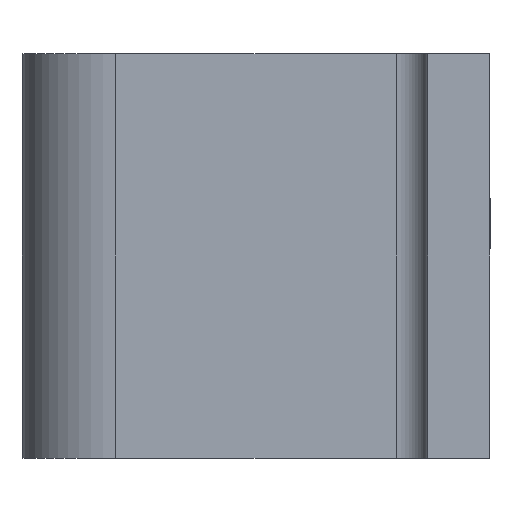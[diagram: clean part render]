
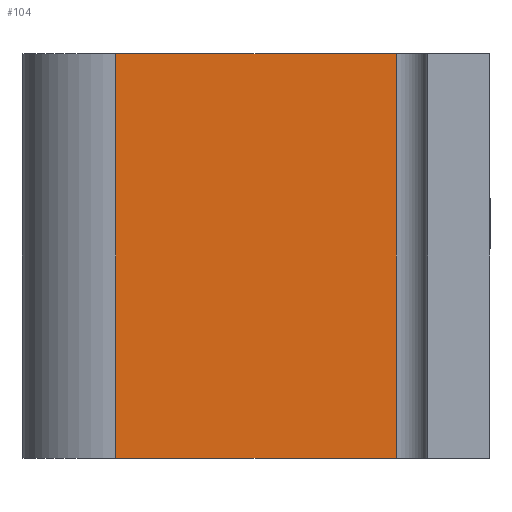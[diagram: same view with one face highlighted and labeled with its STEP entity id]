
A CAD part, left-side view. The second image highlights one B-rep face of the part: STEP entity #104.
In plain terms, the highlighted planar face has unit normal (-1, 0, 0).
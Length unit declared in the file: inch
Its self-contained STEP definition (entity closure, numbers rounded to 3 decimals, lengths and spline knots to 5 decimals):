
#104=ADVANCED_FACE('',(#247),#248,.T.);
#247=FACE_OUTER_BOUND('',#470,.T.);
#248=PLANE('',#471);
#470=EDGE_LOOP('',(#830,#831,#832,#833));
#471=AXIS2_PLACEMENT_3D('',#834,#835,#836);
#830=ORIENTED_EDGE('',*,*,#1147,.T.);
#831=ORIENTED_EDGE('',*,*,#1148,.F.);
#832=ORIENTED_EDGE('',*,*,#1149,.F.);
#833=ORIENTED_EDGE('',*,*,#1150,.T.);
#834=CARTESIAN_POINT('',(1.34262,0.46961,0.0));
#835=DIRECTION('',(-1.0,-0.0,0.0));
#836=DIRECTION('',(0.0,-1.0,-0.0));
#1147=EDGE_CURVE('',#1314,#1315,#1316,.T.);
#1148=EDGE_CURVE('',#1317,#1315,#1318,.T.);
#1149=EDGE_CURVE('',#1319,#1317,#1320,.T.);
#1150=EDGE_CURVE('',#1319,#1314,#1321,.T.);
#1314=VERTEX_POINT('',#1569);
#1315=VERTEX_POINT('',#1570);
#1316=LINE('',#1571,#1572);
#1317=VERTEX_POINT('',#1573);
#1318=LINE('',#1574,#1575);
#1319=VERTEX_POINT('',#1576);
#1320=LINE('',#1577,#1578);
#1321=LINE('',#1579,#1580);
#1569=CARTESIAN_POINT('',(1.34262,0.18784,0.8125));
#1570=CARTESIAN_POINT('',(1.34262,0.75139,0.8125));
#1571=CARTESIAN_POINT('',(1.34262,0.18784,0.8125));
#1572=VECTOR('',#1906,1.0);
#1573=CARTESIAN_POINT('',(1.34262,0.75139,0.0));
#1574=CARTESIAN_POINT('',(1.34262,0.75139,0.0));
#1575=VECTOR('',#1907,1.0);
#1576=CARTESIAN_POINT('',(1.34262,0.18784,0.0));
#1577=CARTESIAN_POINT('',(1.34262,0.18784,0.0));
#1578=VECTOR('',#1908,1.0);
#1579=CARTESIAN_POINT('',(1.34262,0.18784,0.0));
#1580=VECTOR('',#1909,1.0);
#1906=DIRECTION('',(0.0,1.0,0.0));
#1907=DIRECTION('',(0.0,0.0,1.0));
#1908=DIRECTION('',(0.0,1.0,0.0));
#1909=DIRECTION('',(0.0,0.0,1.0));
